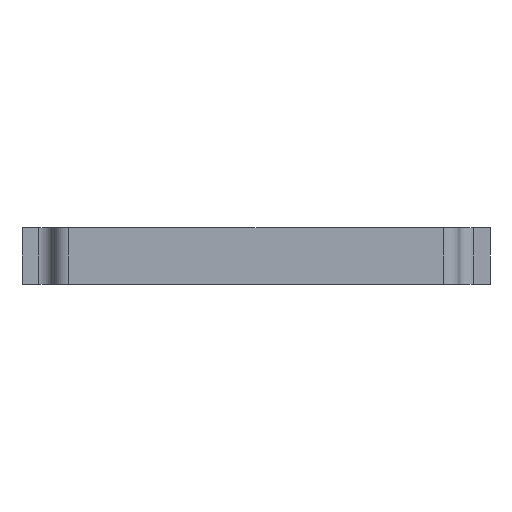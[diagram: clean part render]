
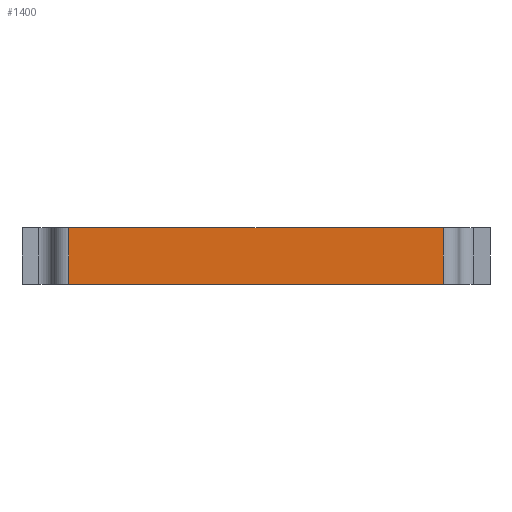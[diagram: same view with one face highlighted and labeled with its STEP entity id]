
A CAD part, front view. The second image highlights one B-rep face of the part: STEP entity #1400.
In plain terms, the highlighted planar face has unit normal (0, -1, 0).
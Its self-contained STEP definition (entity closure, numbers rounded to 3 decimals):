
#32 = CARTESIAN_POINT ( 'NONE',  ( -60., -93., 9. ) ) ;
#37 = ORIENTED_EDGE ( 'NONE', *, *, #1310, .T. ) ;
#56 = EDGE_CURVE ( 'NONE', #288, #101, #1046, .T. ) ;
#80 = CARTESIAN_POINT ( 'NONE',  ( 65., -93., -9. ) ) ;
#101 = VERTEX_POINT ( 'NONE', #946 ) ;
#119 = VECTOR ( 'NONE', #813, 1000. ) ;
#143 = EDGE_CURVE ( 'NONE', #1167, #288, #718, .T. ) ;
#162 = AXIS2_PLACEMENT_3D ( 'NONE', #890, #296, #653 ) ;
#171 = PLANE ( 'NONE',  #162 ) ;
#276 = VECTOR ( 'NONE', #1392, 1000. ) ;
#288 = VERTEX_POINT ( 'NONE', #32 ) ;
#296 = DIRECTION ( 'NONE',  ( 0., -1., 0. ) ) ;
#321 = DIRECTION ( 'NONE',  ( 0., 0., -1. ) ) ;
#325 = EDGE_LOOP ( 'NONE', ( #1497, #425, #37, #1547 ) ) ;
#361 = EDGE_CURVE ( 'NONE', #1470, #1167, #927, .T. ) ;
#425 = ORIENTED_EDGE ( 'NONE', *, *, #56, .T. ) ;
#653 = DIRECTION ( 'NONE',  ( 0., 0., -1. ) ) ;
#718 = LINE ( 'NONE', #955, #119 ) ;
#813 = DIRECTION ( 'NONE',  ( -1., 0., 0. ) ) ;
#890 = CARTESIAN_POINT ( 'NONE',  ( 0., -93., 0. ) ) ;
#921 = CARTESIAN_POINT ( 'NONE',  ( -60., -93., -9. ) ) ;
#927 = LINE ( 'NONE', #1377, #276 ) ;
#946 = CARTESIAN_POINT ( 'NONE',  ( -60., -93., -9. ) ) ;
#955 = CARTESIAN_POINT ( 'NONE',  ( 65., -93., 9. ) ) ;
#1008 = VECTOR ( 'NONE', #321, 1000. ) ;
#1045 = VECTOR ( 'NONE', #1261, 1000. ) ;
#1046 = LINE ( 'NONE', #921, #1008 ) ;
#1069 = CARTESIAN_POINT ( 'NONE',  ( 60., -93., -9. ) ) ;
#1166 = FACE_OUTER_BOUND ( 'NONE', #325, .T. ) ;
#1167 = VERTEX_POINT ( 'NONE', #1409 ) ;
#1261 = DIRECTION ( 'NONE',  ( 1., 0., 0. ) ) ;
#1283 = LINE ( 'NONE', #80, #1045 ) ;
#1310 = EDGE_CURVE ( 'NONE', #101, #1470, #1283, .T. ) ;
#1377 = CARTESIAN_POINT ( 'NONE',  ( 60., -93., 9. ) ) ;
#1392 = DIRECTION ( 'NONE',  ( 0., 0., 1. ) ) ;
#1400 = ADVANCED_FACE ( 'NONE', ( #1166 ), #171, .T. ) ;
#1409 = CARTESIAN_POINT ( 'NONE',  ( 60., -93., 9. ) ) ;
#1470 = VERTEX_POINT ( 'NONE', #1069 ) ;
#1497 = ORIENTED_EDGE ( 'NONE', *, *, #143, .T. ) ;
#1547 = ORIENTED_EDGE ( 'NONE', *, *, #361, .T. ) ;
